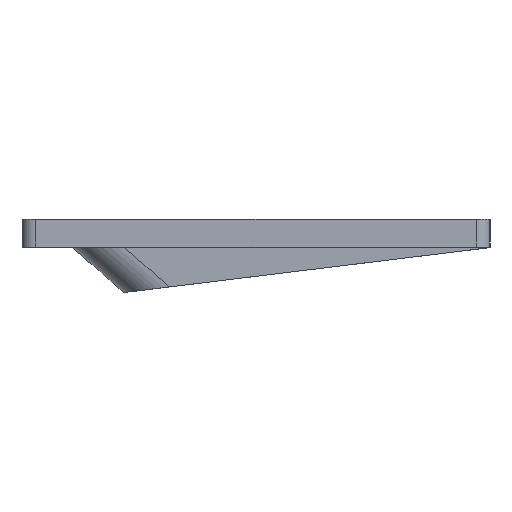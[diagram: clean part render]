
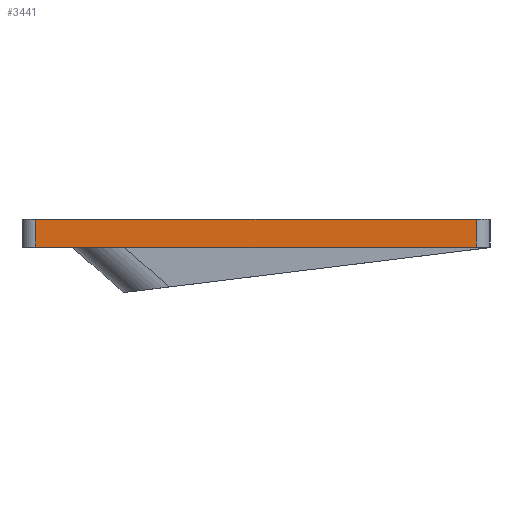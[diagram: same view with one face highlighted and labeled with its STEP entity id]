
A CAD part, left-side view. The second image highlights one B-rep face of the part: STEP entity #3441.
In plain terms, the highlighted planar face has unit normal (-1, 0, 0).
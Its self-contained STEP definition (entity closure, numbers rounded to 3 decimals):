
#203=PLANE('',#3756);
#388=FACE_OUTER_BOUND('',#607,.T.);
#607=EDGE_LOOP('',(#3021,#3022,#3023,#3024));
#920=LINE('',#6082,#1253);
#921=LINE('',#6087,#1254);
#923=LINE('',#6093,#1256);
#924=LINE('',#6094,#1257);
#1253=VECTOR('',#4594,10.);
#1254=VECTOR('',#4601,10.);
#1256=VECTOR('',#4607,10.);
#1257=VECTOR('',#4608,10.);
#1706=VERTEX_POINT('',#6076);
#1707=VERTEX_POINT('',#6080);
#1708=VERTEX_POINT('',#6086);
#1710=VERTEX_POINT('',#6092);
#2159=EDGE_CURVE('',#1707,#1706,#920,.T.);
#2161=EDGE_CURVE('',#1706,#1708,#921,.T.);
#2164=EDGE_CURVE('',#1710,#1707,#923,.T.);
#2165=EDGE_CURVE('',#1710,#1708,#924,.T.);
#3021=ORIENTED_EDGE('',*,*,#2159,.F.);
#3022=ORIENTED_EDGE('',*,*,#2164,.F.);
#3023=ORIENTED_EDGE('',*,*,#2165,.T.);
#3024=ORIENTED_EDGE('',*,*,#2161,.F.);
#3441=ADVANCED_FACE('',(#388),#203,.T.);
#3756=AXIS2_PLACEMENT_3D('',#6091,#4605,#4606);
#4594=DIRECTION('',(0.,1.,0.));
#4601=DIRECTION('',(0.,0.,1.));
#4605=DIRECTION('center_axis',(-1.,0.,0.));
#4606=DIRECTION('ref_axis',(0.,1.,0.));
#4607=DIRECTION('',(0.,0.,-1.));
#4608=DIRECTION('',(0.,1.,0.));
#6076=CARTESIAN_POINT('',(25.369,-27.837,-4.915));
#6080=CARTESIAN_POINT('',(25.369,-155.4,-4.915));
#6082=CARTESIAN_POINT('',(25.369,-159.4,-4.915));
#6086=CARTESIAN_POINT('',(25.369,-27.837,3.1));
#6087=CARTESIAN_POINT('',(25.369,-27.837,3.2));
#6091=CARTESIAN_POINT('Origin',(25.369,-159.4,3.2));
#6092=CARTESIAN_POINT('',(25.369,-155.4,3.1));
#6093=CARTESIAN_POINT('',(25.369,-155.4,3.2));
#6094=CARTESIAN_POINT('',(25.369,-125.509,3.1));
